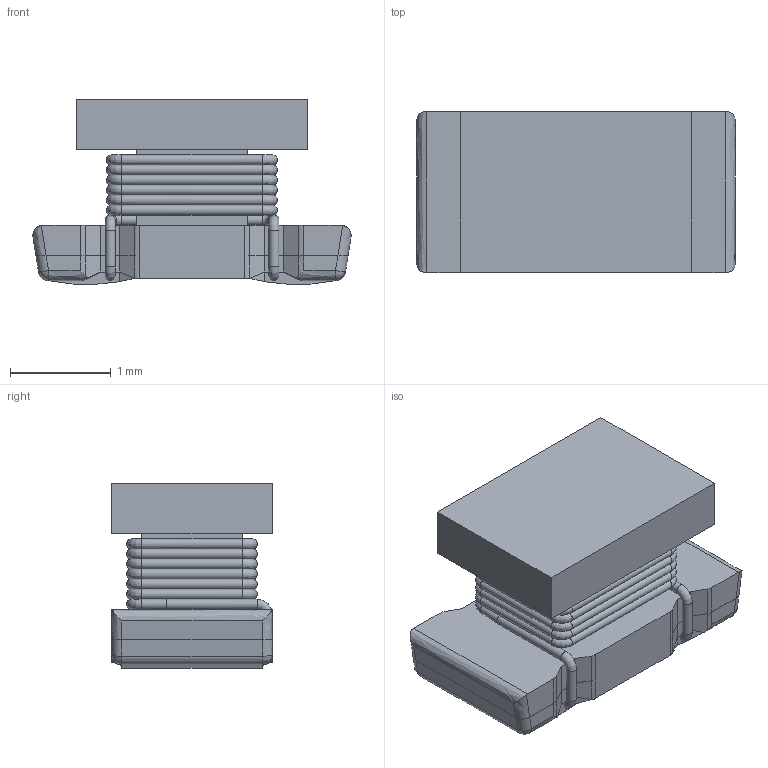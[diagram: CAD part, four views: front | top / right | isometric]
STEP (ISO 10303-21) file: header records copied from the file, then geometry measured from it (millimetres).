
FILE_DESCRIPTION( ('This file contains a STEP AP42 implementation' ,'as created by ZW3D STEP Interface translator.') ,'2;1' );
FILE_NAME( 'SQ3216-3.stp' ,'14 924.165112', (''), ('ZWCAD Software Co.'), 'Version 1.0', 'ZW3D to STEP translator', '' );
FILE_SCHEMA( ('CONFIG_CONTROL_DESIGN') );
Length unit declared in the file: millimetre
Products named in the file (1): 0
Bounding box: 3.17 x 1.6 x 1.84 mm (x, y, z)
Volume: 5.4 mm3; surface area: 54.6 mm2
Topology: 8 solids, 41 shells, 192 faces, 522 edges, 344 vertices
Faces by surface type: bspline 192
Entity records: 7726 total; most frequent: CARTESIAN_POINT 4802, ORIENTED_EDGE 964, EDGE_CURVE 522, VERTEX_POINT 344, B_SPLINE_CURVE_WITH_KNOTS 334, EDGE_LOOP 192, FACE_OUTER_BOUND 192, ADVANCED_FACE 192
